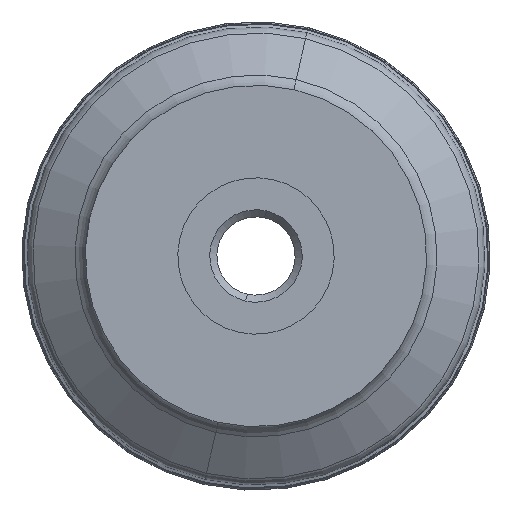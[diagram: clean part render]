
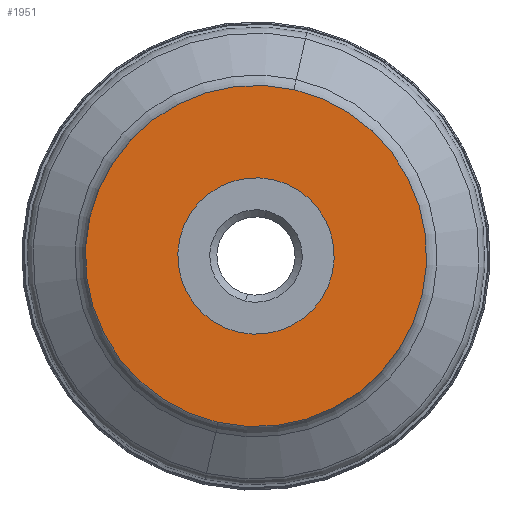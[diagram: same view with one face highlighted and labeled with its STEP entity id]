
A CAD part, left-side view. The second image highlights one B-rep face of the part: STEP entity #1951.
In plain terms, the highlighted planar face has unit normal (-1, 0, 0).
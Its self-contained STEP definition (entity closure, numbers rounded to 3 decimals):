
#1522=CARTESIAN_POINT('Vertex',(0.,-2.446,10.725)) ;
#1525=CARTESIAN_POINT('Axis2P3D Location',(0.,0.,0.)) ;
#1529=CARTESIAN_POINT('Vertex',(0.,2.446,-10.725)) ;
#1551=CARTESIAN_POINT('Axis2P3D Location',(0.,0.,0.)) ;
#1577=CARTESIAN_POINT('Vertex',(0.,-5.336,23.399)) ;
#1593=CARTESIAN_POINT('Vertex',(0.,5.336,-23.399)) ;
#1596=CARTESIAN_POINT('Axis2P3D Location',(0.,0.,0.)) ;
#1613=CARTESIAN_POINT('Axis2P3D Location',(0.,0.,0.)) ;
#1938=CARTESIAN_POINT('Axis2P3D Location',(0.,2.446,-10.725)) ;
#1526=DIRECTION('Axis2P3D Direction',(1.,0.,0.)) ;
#1552=DIRECTION('Axis2P3D Direction',(1.,0.,0.)) ;
#1597=DIRECTION('Axis2P3D Direction',(1.,0.,0.)) ;
#1614=DIRECTION('Axis2P3D Direction',(1.,0.,0.)) ;
#1939=DIRECTION('Axis2P3D Direction',(1.,0.,0.)) ;
#1940=DIRECTION('Axis2P3D XDirection',(0.,1.,0.)) ;
#1527=AXIS2_PLACEMENT_3D('Circle Axis2P3D',#1525,#1526,$) ;
#1553=AXIS2_PLACEMENT_3D('Circle Axis2P3D',#1551,#1552,$) ;
#1598=AXIS2_PLACEMENT_3D('Circle Axis2P3D',#1596,#1597,$) ;
#1615=AXIS2_PLACEMENT_3D('Circle Axis2P3D',#1613,#1614,$) ;
#1941=AXIS2_PLACEMENT_3D('Plane Axis2P3D',#1938,#1939,#1940) ;
#1944=ORIENTED_EDGE('',*,*,#1600,.F.) ;
#1945=ORIENTED_EDGE('',*,*,#1617,.F.) ;
#1948=ORIENTED_EDGE('',*,*,#1555,.T.) ;
#1949=ORIENTED_EDGE('',*,*,#1531,.T.) ;
#1950=FACE_BOUND('',#1947,.T.) ;
#1951=ADVANCED_FACE('Hauptk\X2\00F6\X0\rper',(#1946,#1950),#1942,.F.) ;
#1528=CIRCLE('generated circle',#1527,11.) ;
#1554=CIRCLE('generated circle',#1553,11.) ;
#1599=CIRCLE('generated circle',#1598,24.) ;
#1616=CIRCLE('generated circle',#1615,24.) ;
#1531=EDGE_CURVE('',#1530,#1523,#1528,.T.) ;
#1555=EDGE_CURVE('',#1523,#1530,#1554,.T.) ;
#1600=EDGE_CURVE('',#1594,#1578,#1599,.T.) ;
#1617=EDGE_CURVE('',#1578,#1594,#1616,.T.) ;
#1943=EDGE_LOOP('',(#1944,#1945)) ;
#1947=EDGE_LOOP('',(#1948,#1949)) ;
#1946=FACE_OUTER_BOUND('',#1943,.T.) ;
#1942=PLANE('',#1941) ;
#1523=VERTEX_POINT('',#1522) ;
#1530=VERTEX_POINT('',#1529) ;
#1578=VERTEX_POINT('',#1577) ;
#1594=VERTEX_POINT('',#1593) ;
